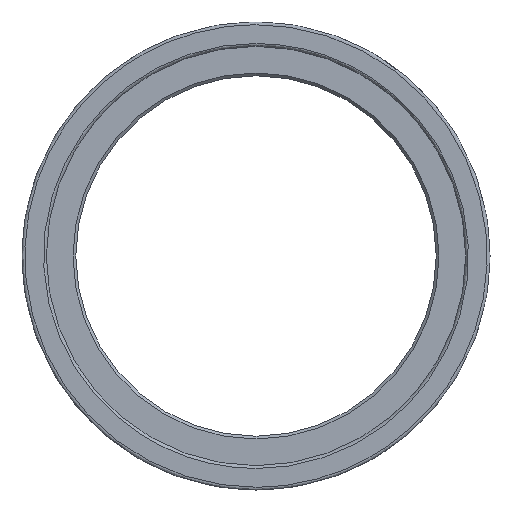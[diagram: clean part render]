
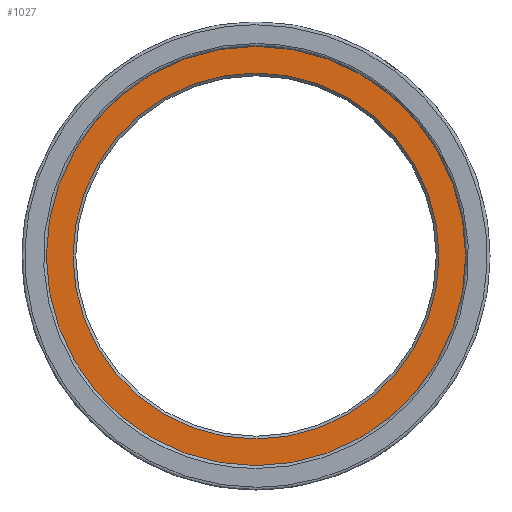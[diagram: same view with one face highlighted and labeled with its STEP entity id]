
A CAD part, left-side view. The second image highlights one B-rep face of the part: STEP entity #1027.
In plain terms, the highlighted planar face has unit normal (-1, 0, 0).
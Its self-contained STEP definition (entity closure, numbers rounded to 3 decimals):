
#19 = EDGE_CURVE ( 'NONE', #189, #189, #1083, .T. ) ;
#35 = AXIS2_PLACEMENT_3D ( 'NONE', #276, #857, #636 ) ;
#168 = DIRECTION ( 'NONE',  ( 0., 0., -1. ) ) ;
#189 = VERTEX_POINT ( 'NONE', #836 ) ;
#192 = VERTEX_POINT ( 'NONE', #443 ) ;
#228 = EDGE_LOOP ( 'NONE', ( #475 ) ) ;
#257 = ORIENTED_EDGE ( 'NONE', *, *, #361, .F. ) ;
#276 = CARTESIAN_POINT ( 'NONE',  ( 325.959, 0., 0. ) ) ;
#281 = CARTESIAN_POINT ( 'NONE',  ( 325.959, 19.25, 0. ) ) ;
#337 = DIRECTION ( 'NONE',  ( -1., 0., 0. ) ) ;
#361 = EDGE_CURVE ( 'NONE', #192, #192, #768, .T. ) ;
#390 = FACE_OUTER_BOUND ( 'NONE', #228, .T. ) ;
#443 = CARTESIAN_POINT ( 'NONE',  ( 325.959, 0., 19.55 ) ) ;
#475 = ORIENTED_EDGE ( 'NONE', *, *, #19, .T. ) ;
#636 = DIRECTION ( 'NONE',  ( 0., 0., 1. ) ) ;
#718 = DIRECTION ( 'NONE',  ( 1., 0., 0. ) ) ;
#768 = CIRCLE ( 'NONE', #956, 19.55 ) ;
#787 = EDGE_LOOP ( 'NONE', ( #257 ) ) ;
#830 = FACE_BOUND ( 'NONE', #787, .T. ) ;
#836 = CARTESIAN_POINT ( 'NONE',  ( 325.959, 0., 22.4 ) ) ;
#838 = PLANE ( 'NONE',  #1425 ) ;
#857 = DIRECTION ( 'NONE',  ( -1., 0., 0. ) ) ;
#888 = CARTESIAN_POINT ( 'NONE',  ( 325.959, 0., 0. ) ) ;
#956 = AXIS2_PLACEMENT_3D ( 'NONE', #888, #337, #1122 ) ;
#1027 = ADVANCED_FACE ( 'NONE', ( #390, #830 ), #838, .F. ) ;
#1083 = CIRCLE ( 'NONE', #35, 22.4 ) ;
#1122 = DIRECTION ( 'NONE',  ( 0., 0., 1. ) ) ;
#1425 = AXIS2_PLACEMENT_3D ( 'NONE', #281, #718, #168 ) ;
